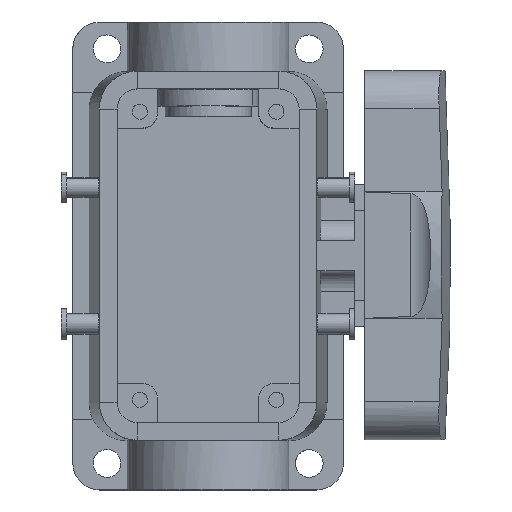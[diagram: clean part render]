
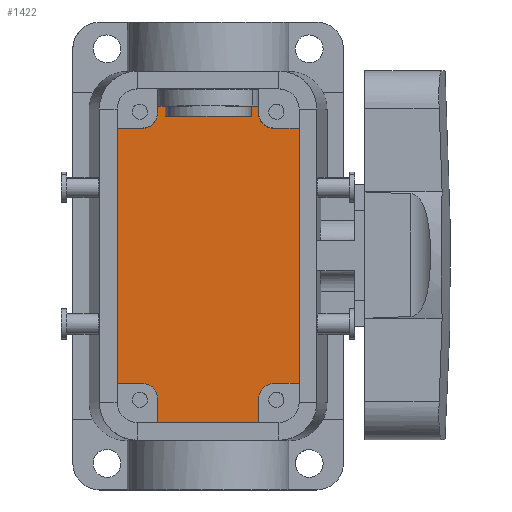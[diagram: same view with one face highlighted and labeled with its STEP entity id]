
A CAD part, top view. The second image highlights one B-rep face of the part: STEP entity #1422.
In plain terms, the highlighted planar face has unit normal (0, 0, 1).
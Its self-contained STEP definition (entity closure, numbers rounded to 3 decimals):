
#1270=AXIS2_PLACEMENT_3D('Plane Axis2P3D',#1267,#1268,#1269) ;
#325=CARTESIAN_POINT('Vertex',(39.,13.25,5.5)) ;
#328=CARTESIAN_POINT('Line Origine',(29.,13.25,5.5)) ;
#332=CARTESIAN_POINT('Vertex',(19.,13.25,5.5)) ;
#1248=CARTESIAN_POINT('Line Origine',(39.,15.625,5.5)) ;
#1252=CARTESIAN_POINT('Vertex',(39.,18.,5.5)) ;
#1267=CARTESIAN_POINT('Axis2P3D Location',(29.,46.25,5.5)) ;
#1273=CARTESIAN_POINT('Control Point',(39.,18.,5.5)) ;
#1274=CARTESIAN_POINT('Control Point',(39.,18.339,5.5)) ;
#1275=CARTESIAN_POINT('Control Point',(39.048,18.679,5.5)) ;
#1276=CARTESIAN_POINT('Control Point',(39.144,19.009,5.5)) ;
#1277=CARTESIAN_POINT('Control Point',(39.427,19.634,5.5)) ;
#1278=CARTESIAN_POINT('Control Point',(39.872,20.155,5.5)) ;
#1279=CARTESIAN_POINT('Control Point',(40.13,20.383,5.5)) ;
#1280=CARTESIAN_POINT('Control Point',(40.639,20.717,5.5)) ;
#1281=CARTESIAN_POINT('Control Point',(41.213,20.913,5.5)) ;
#1282=CARTESIAN_POINT('Control Point',(41.473,20.971,5.5)) ;
#1283=CARTESIAN_POINT('Control Point',(41.736,21.,5.5)) ;
#1284=CARTESIAN_POINT('Control Point',(42.,21.,5.5)) ;
#1285=CARTESIAN_POINT('Vertex',(42.,21.,5.5)) ;
#1288=CARTESIAN_POINT('Line Origine',(44.5,21.,5.5)) ;
#1292=CARTESIAN_POINT('Vertex',(47.,21.,5.5)) ;
#1295=CARTESIAN_POINT('Line Origine',(47.,46.25,5.5)) ;
#1299=CARTESIAN_POINT('Vertex',(47.,71.5,5.5)) ;
#1302=CARTESIAN_POINT('Line Origine',(44.5,71.5,5.5)) ;
#1306=CARTESIAN_POINT('Vertex',(42.,71.5,5.5)) ;
#1310=CARTESIAN_POINT('Control Point',(42.,71.5,5.5)) ;
#1311=CARTESIAN_POINT('Control Point',(41.661,71.5,5.5)) ;
#1312=CARTESIAN_POINT('Control Point',(41.321,71.548,5.5)) ;
#1313=CARTESIAN_POINT('Control Point',(40.991,71.644,5.5)) ;
#1314=CARTESIAN_POINT('Control Point',(40.366,71.927,5.5)) ;
#1315=CARTESIAN_POINT('Control Point',(39.845,72.372,5.5)) ;
#1316=CARTESIAN_POINT('Control Point',(39.617,72.63,5.5)) ;
#1317=CARTESIAN_POINT('Control Point',(39.283,73.139,5.5)) ;
#1318=CARTESIAN_POINT('Control Point',(39.087,73.713,5.5)) ;
#1319=CARTESIAN_POINT('Control Point',(39.029,73.973,5.5)) ;
#1320=CARTESIAN_POINT('Control Point',(39.,74.236,5.5)) ;
#1321=CARTESIAN_POINT('Control Point',(39.,74.5,5.5)) ;
#1322=CARTESIAN_POINT('Vertex',(39.,74.5,5.5)) ;
#1325=CARTESIAN_POINT('Line Origine',(39.,76.875,5.5)) ;
#1329=CARTESIAN_POINT('Vertex',(39.,79.25,5.5)) ;
#1332=CARTESIAN_POINT('Line Origine',(29.,79.25,5.5)) ;
#1336=CARTESIAN_POINT('Vertex',(19.,79.25,5.5)) ;
#1339=CARTESIAN_POINT('Line Origine',(19.,76.875,5.5)) ;
#1343=CARTESIAN_POINT('Vertex',(19.,74.5,5.5)) ;
#1347=CARTESIAN_POINT('Control Point',(19.,74.5,5.5)) ;
#1348=CARTESIAN_POINT('Control Point',(19.,74.161,5.5)) ;
#1349=CARTESIAN_POINT('Control Point',(18.952,73.821,5.5)) ;
#1350=CARTESIAN_POINT('Control Point',(18.856,73.491,5.5)) ;
#1351=CARTESIAN_POINT('Control Point',(18.573,72.866,5.5)) ;
#1352=CARTESIAN_POINT('Control Point',(18.128,72.345,5.5)) ;
#1353=CARTESIAN_POINT('Control Point',(17.87,72.117,5.5)) ;
#1354=CARTESIAN_POINT('Control Point',(17.361,71.783,5.5)) ;
#1355=CARTESIAN_POINT('Control Point',(16.787,71.587,5.5)) ;
#1356=CARTESIAN_POINT('Control Point',(16.527,71.529,5.5)) ;
#1357=CARTESIAN_POINT('Control Point',(16.264,71.5,5.5)) ;
#1358=CARTESIAN_POINT('Control Point',(16.,71.5,5.5)) ;
#1359=CARTESIAN_POINT('Vertex',(16.,71.5,5.5)) ;
#1362=CARTESIAN_POINT('Line Origine',(13.5,71.5,5.5)) ;
#1366=CARTESIAN_POINT('Vertex',(11.,71.5,5.5)) ;
#1369=CARTESIAN_POINT('Line Origine',(11.,46.25,5.5)) ;
#1373=CARTESIAN_POINT('Vertex',(11.,21.,5.5)) ;
#1376=CARTESIAN_POINT('Line Origine',(13.5,21.,5.5)) ;
#1380=CARTESIAN_POINT('Vertex',(16.,21.,5.5)) ;
#1384=CARTESIAN_POINT('Control Point',(16.,21.,5.5)) ;
#1385=CARTESIAN_POINT('Control Point',(16.339,21.,5.5)) ;
#1386=CARTESIAN_POINT('Control Point',(16.679,20.952,5.5)) ;
#1387=CARTESIAN_POINT('Control Point',(17.009,20.856,5.5)) ;
#1388=CARTESIAN_POINT('Control Point',(17.634,20.573,5.5)) ;
#1389=CARTESIAN_POINT('Control Point',(18.155,20.128,5.5)) ;
#1390=CARTESIAN_POINT('Control Point',(18.383,19.87,5.5)) ;
#1391=CARTESIAN_POINT('Control Point',(18.717,19.361,5.5)) ;
#1392=CARTESIAN_POINT('Control Point',(18.913,18.787,5.5)) ;
#1393=CARTESIAN_POINT('Control Point',(18.971,18.527,5.5)) ;
#1394=CARTESIAN_POINT('Control Point',(19.,18.264,5.5)) ;
#1395=CARTESIAN_POINT('Control Point',(19.,18.,5.5)) ;
#1396=CARTESIAN_POINT('Vertex',(19.,18.,5.5)) ;
#1399=CARTESIAN_POINT('Line Origine',(19.,15.625,5.5)) ;
#329=DIRECTION('Vector Direction',(1.,0.,0.)) ;
#1249=DIRECTION('Vector Direction',(0.,-1.,0.)) ;
#1268=DIRECTION('Axis2P3D Direction',(-0.,0.,1.)) ;
#1269=DIRECTION('Axis2P3D XDirection',(0.,-1.,0.)) ;
#1289=DIRECTION('Vector Direction',(-1.,0.,0.)) ;
#1296=DIRECTION('Vector Direction',(0.,-1.,0.)) ;
#1303=DIRECTION('Vector Direction',(-1.,0.,0.)) ;
#1326=DIRECTION('Vector Direction',(0.,1.,0.)) ;
#1333=DIRECTION('Vector Direction',(-1.,0.,0.)) ;
#1340=DIRECTION('Vector Direction',(0.,1.,0.)) ;
#1363=DIRECTION('Vector Direction',(1.,0.,0.)) ;
#1370=DIRECTION('Vector Direction',(0.,1.,0.)) ;
#1377=DIRECTION('Vector Direction',(1.,0.,0.)) ;
#1400=DIRECTION('Vector Direction',(0.,-1.,0.)) ;
#330=VECTOR('Line Direction',#329,1.) ;
#1250=VECTOR('Line Direction',#1249,1.) ;
#1290=VECTOR('Line Direction',#1289,1.) ;
#1297=VECTOR('Line Direction',#1296,1.) ;
#1304=VECTOR('Line Direction',#1303,1.) ;
#1327=VECTOR('Line Direction',#1326,1.) ;
#1334=VECTOR('Line Direction',#1333,1.) ;
#1341=VECTOR('Line Direction',#1340,1.) ;
#1364=VECTOR('Line Direction',#1363,1.) ;
#1371=VECTOR('Line Direction',#1370,1.) ;
#1378=VECTOR('Line Direction',#1377,1.) ;
#1401=VECTOR('Line Direction',#1400,1.) ;
#1405=ORIENTED_EDGE('',*,*,#1287,.F.) ;
#1406=ORIENTED_EDGE('',*,*,#1294,.F.) ;
#1407=ORIENTED_EDGE('',*,*,#1301,.T.) ;
#1408=ORIENTED_EDGE('',*,*,#1308,.T.) ;
#1409=ORIENTED_EDGE('',*,*,#1324,.F.) ;
#1410=ORIENTED_EDGE('',*,*,#1331,.T.) ;
#1411=ORIENTED_EDGE('',*,*,#1338,.T.) ;
#1412=ORIENTED_EDGE('',*,*,#1345,.F.) ;
#1413=ORIENTED_EDGE('',*,*,#1361,.F.) ;
#1414=ORIENTED_EDGE('',*,*,#1368,.F.) ;
#1415=ORIENTED_EDGE('',*,*,#1375,.T.) ;
#1416=ORIENTED_EDGE('',*,*,#1382,.T.) ;
#1417=ORIENTED_EDGE('',*,*,#1398,.F.) ;
#1418=ORIENTED_EDGE('',*,*,#1403,.T.) ;
#1419=ORIENTED_EDGE('',*,*,#334,.T.) ;
#1420=ORIENTED_EDGE('',*,*,#1254,.F.) ;
#1422=ADVANCED_FACE('Housing',(#1421),#1271,.T.) ;
#1272=B_SPLINE_CURVE_WITH_KNOTS('',5,(#1273,#1274,#1275,#1276,#1277,#1278,#1279,#1280,#1281,#1282,#1283,#1284),.UNSPECIFIED.,.F.,.U.,(6,3,3,6),(0.,2.4,4.8,6.664),.UNSPECIFIED.) ;
#1309=B_SPLINE_CURVE_WITH_KNOTS('',5,(#1310,#1311,#1312,#1313,#1314,#1315,#1316,#1317,#1318,#1319,#1320,#1321),.UNSPECIFIED.,.F.,.U.,(6,3,3,6),(0.,2.4,4.8,6.664),.UNSPECIFIED.) ;
#1346=B_SPLINE_CURVE_WITH_KNOTS('',5,(#1347,#1348,#1349,#1350,#1351,#1352,#1353,#1354,#1355,#1356,#1357,#1358),.UNSPECIFIED.,.F.,.U.,(6,3,3,6),(0.,2.4,4.8,6.664),.UNSPECIFIED.) ;
#1383=B_SPLINE_CURVE_WITH_KNOTS('',5,(#1384,#1385,#1386,#1387,#1388,#1389,#1390,#1391,#1392,#1393,#1394,#1395),.UNSPECIFIED.,.F.,.U.,(6,3,3,6),(0.,2.4,4.8,6.664),.UNSPECIFIED.) ;
#334=EDGE_CURVE('',#333,#326,#331,.T.) ;
#1254=EDGE_CURVE('',#1253,#326,#1251,.T.) ;
#1287=EDGE_CURVE('',#1286,#1253,#1272,.F.) ;
#1294=EDGE_CURVE('',#1293,#1286,#1291,.T.) ;
#1301=EDGE_CURVE('',#1293,#1300,#1298,.F.) ;
#1308=EDGE_CURVE('',#1300,#1307,#1305,.T.) ;
#1324=EDGE_CURVE('',#1323,#1307,#1309,.F.) ;
#1331=EDGE_CURVE('',#1323,#1330,#1328,.T.) ;
#1338=EDGE_CURVE('',#1330,#1337,#1335,.T.) ;
#1345=EDGE_CURVE('',#1344,#1337,#1342,.T.) ;
#1361=EDGE_CURVE('',#1360,#1344,#1346,.F.) ;
#1368=EDGE_CURVE('',#1367,#1360,#1365,.T.) ;
#1375=EDGE_CURVE('',#1367,#1374,#1372,.F.) ;
#1382=EDGE_CURVE('',#1374,#1381,#1379,.T.) ;
#1398=EDGE_CURVE('',#1397,#1381,#1383,.F.) ;
#1403=EDGE_CURVE('',#1397,#333,#1402,.T.) ;
#1404=EDGE_LOOP('',(#1405,#1406,#1407,#1408,#1409,#1410,#1411,#1412,#1413,#1414,#1415,#1416,#1417,#1418,#1419,#1420)) ;
#1421=FACE_OUTER_BOUND('',#1404,.T.) ;
#331=LINE('Line',#328,#330) ;
#1251=LINE('Line',#1248,#1250) ;
#1291=LINE('Line',#1288,#1290) ;
#1298=LINE('Line',#1295,#1297) ;
#1305=LINE('Line',#1302,#1304) ;
#1328=LINE('Line',#1325,#1327) ;
#1335=LINE('Line',#1332,#1334) ;
#1342=LINE('Line',#1339,#1341) ;
#1365=LINE('Line',#1362,#1364) ;
#1372=LINE('Line',#1369,#1371) ;
#1379=LINE('Line',#1376,#1378) ;
#1402=LINE('Line',#1399,#1401) ;
#1271=PLANE('',#1270) ;
#326=VERTEX_POINT('',#325) ;
#333=VERTEX_POINT('',#332) ;
#1253=VERTEX_POINT('',#1252) ;
#1286=VERTEX_POINT('',#1285) ;
#1293=VERTEX_POINT('',#1292) ;
#1300=VERTEX_POINT('',#1299) ;
#1307=VERTEX_POINT('',#1306) ;
#1323=VERTEX_POINT('',#1322) ;
#1330=VERTEX_POINT('',#1329) ;
#1337=VERTEX_POINT('',#1336) ;
#1344=VERTEX_POINT('',#1343) ;
#1360=VERTEX_POINT('',#1359) ;
#1367=VERTEX_POINT('',#1366) ;
#1374=VERTEX_POINT('',#1373) ;
#1381=VERTEX_POINT('',#1380) ;
#1397=VERTEX_POINT('',#1396) ;
